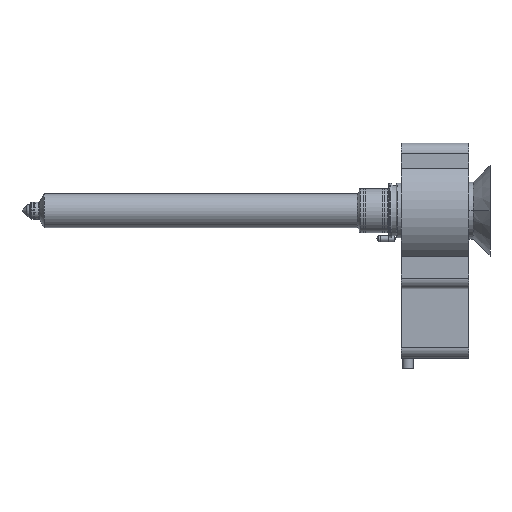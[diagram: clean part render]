
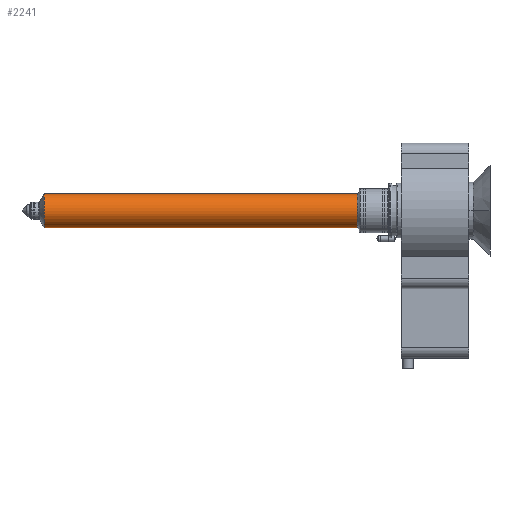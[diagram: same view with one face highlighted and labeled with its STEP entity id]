
A CAD part, top view. The second image highlights one B-rep face of the part: STEP entity #2241.
In plain terms, the highlighted cylindrical face has radius 8 mm (diameter 16 mm), a partial arc.
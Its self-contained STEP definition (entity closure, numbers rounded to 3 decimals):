
#412 = CIRCLE ( 'NONE', #13558, 8. ) ;
#417 = CARTESIAN_POINT ( 'NONE',  ( -8., 0., -159. ) ) ;
#503 = CARTESIAN_POINT ( 'NONE',  ( 0., 0., -159. ) ) ;
#601 = DIRECTION ( 'NONE',  ( 0., 0., -1. ) ) ;
#1035 = EDGE_CURVE ( 'NONE', #8550, #14898, #11094, .T. ) ;
#1654 = EDGE_CURVE ( 'NONE', #7846, #11066, #412, .T. ) ;
#2241 = ADVANCED_FACE ( 'NONE', ( #10263 ), #8064, .T. ) ;
#2334 = DIRECTION ( 'NONE',  ( 0., 0., -1. ) ) ;
#3908 = CARTESIAN_POINT ( 'NONE',  ( -8., 0., 0. ) ) ;
#4982 = AXIS2_PLACEMENT_3D ( 'NONE', #503, #8575, #19628 ) ;
#6948 = DIRECTION ( 'NONE',  ( 0., 0., -1. ) ) ;
#7846 = VERTEX_POINT ( 'NONE', #17166 ) ;
#7974 = ORIENTED_EDGE ( 'NONE', *, *, #11881, .T. ) ;
#8064 = CYLINDRICAL_SURFACE ( 'NONE', #11188, 8. ) ;
#8550 = VERTEX_POINT ( 'NONE', #10405 ) ;
#8575 = DIRECTION ( 'NONE',  ( 0., 0., 1. ) ) ;
#9331 = LINE ( 'NONE', #17848, #12500 ) ;
#9625 = ORIENTED_EDGE ( 'NONE', *, *, #17275, .F. ) ;
#10263 = FACE_OUTER_BOUND ( 'NONE', #11785, .T. ) ;
#10384 = LINE ( 'NONE', #3908, #10649 ) ;
#10405 = CARTESIAN_POINT ( 'NONE',  ( 8., 0., -159. ) ) ;
#10582 = DIRECTION ( 'NONE',  ( -1., 0., 0. ) ) ;
#10649 = VECTOR ( 'NONE', #2334, 1000. ) ;
#10653 = DIRECTION ( 'NONE',  ( 0., 0., -1. ) ) ;
#11066 = VERTEX_POINT ( 'NONE', #19882 ) ;
#11094 = CIRCLE ( 'NONE', #4982, 8. ) ;
#11188 = AXIS2_PLACEMENT_3D ( 'NONE', #20148, #10653, #10582 ) ;
#11541 = CARTESIAN_POINT ( 'NONE',  ( 0., 0., -10.436 ) ) ;
#11785 = EDGE_LOOP ( 'NONE', ( #17368, #7974, #20273, #9625 ) ) ;
#11881 = EDGE_CURVE ( 'NONE', #11066, #8550, #9331, .T. ) ;
#12500 = VECTOR ( 'NONE', #601, 1000. ) ;
#13558 = AXIS2_PLACEMENT_3D ( 'NONE', #11541, #6948, #19576 ) ;
#14898 = VERTEX_POINT ( 'NONE', #417 ) ;
#17166 = CARTESIAN_POINT ( 'NONE',  ( -8., 0., -10.436 ) ) ;
#17275 = EDGE_CURVE ( 'NONE', #7846, #14898, #10384, .T. ) ;
#17368 = ORIENTED_EDGE ( 'NONE', *, *, #1654, .T. ) ;
#17848 = CARTESIAN_POINT ( 'NONE',  ( 8., 0., 0. ) ) ;
#19576 = DIRECTION ( 'NONE',  ( -1., 0., 0. ) ) ;
#19628 = DIRECTION ( 'NONE',  ( -1., 0., 0. ) ) ;
#19882 = CARTESIAN_POINT ( 'NONE',  ( 8., 0., -10.436 ) ) ;
#20148 = CARTESIAN_POINT ( 'NONE',  ( 0., 0., 0. ) ) ;
#20273 = ORIENTED_EDGE ( 'NONE', *, *, #1035, .T. ) ;
